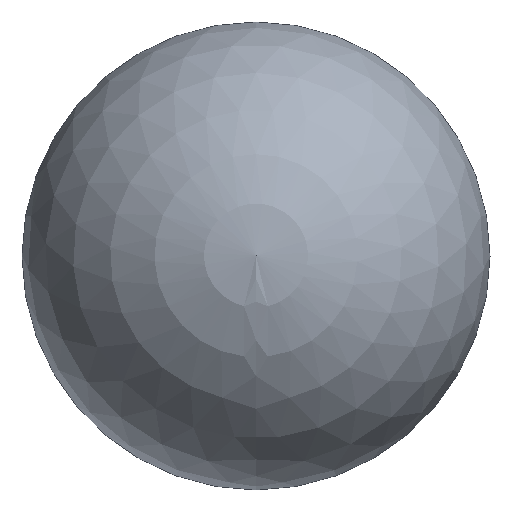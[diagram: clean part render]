
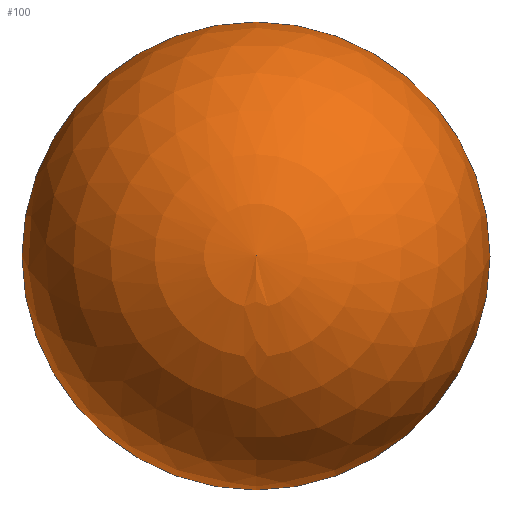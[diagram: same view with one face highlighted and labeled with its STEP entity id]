
A CAD part, top view. The second image highlights one B-rep face of the part: STEP entity #100.
In plain terms, the highlighted spherical face has radius 50 mm.
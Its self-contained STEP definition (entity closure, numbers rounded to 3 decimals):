
#2 = SPHERICAL_SURFACE ( 'NONE', #98, 50. ) ;
#4 = DIRECTION ( 'NONE',  ( 0., 0., -1. ) ) ;
#8 = ORIENTED_EDGE ( 'NONE', *, *, #25, .F. ) ;
#10 = VERTEX_POINT ( 'NONE', #76 ) ;
#25 = EDGE_CURVE ( 'NONE', #10, #111, #37, .T. ) ;
#37 = CIRCLE ( 'NONE', #116, 50. ) ;
#40 = FACE_OUTER_BOUND ( 'NONE', #77, .T. ) ;
#51 = DIRECTION ( 'NONE',  ( -1., 0., 0. ) ) ;
#57 = CARTESIAN_POINT ( 'NONE',  ( 0., 0., 0. ) ) ;
#69 = CARTESIAN_POINT ( 'NONE',  ( 0., 0., 0. ) ) ;
#76 = CARTESIAN_POINT ( 'NONE',  ( 50., 0., 0. ) ) ;
#77 = EDGE_LOOP ( 'NONE', ( #8, #127 ) ) ;
#81 = DIRECTION ( 'NONE',  ( 0., 0., 1. ) ) ;
#92 = CIRCLE ( 'NONE', #117, 50. ) ;
#93 = DIRECTION ( 'NONE',  ( 0., -1., 0. ) ) ;
#98 = AXIS2_PLACEMENT_3D ( 'NONE', #107, #81, #121 ) ;
#100 = ADVANCED_FACE ( 'NONE', ( #40 ), #2, .T. ) ;
#107 = CARTESIAN_POINT ( 'NONE',  ( 0., 0., 0. ) ) ;
#111 = VERTEX_POINT ( 'NONE', #122 ) ;
#116 = AXIS2_PLACEMENT_3D ( 'NONE', #69, #4, #51 ) ;
#117 = AXIS2_PLACEMENT_3D ( 'NONE', #57, #123, #93 ) ;
#121 = DIRECTION ( 'NONE',  ( 0., -1., 0. ) ) ;
#122 = CARTESIAN_POINT ( 'NONE',  ( -50., 0., 0. ) ) ;
#123 = DIRECTION ( 'NONE',  ( 0., 0., 1. ) ) ;
#124 = EDGE_CURVE ( 'NONE', #10, #111, #92, .T. ) ;
#127 = ORIENTED_EDGE ( 'NONE', *, *, #124, .T. ) ;
